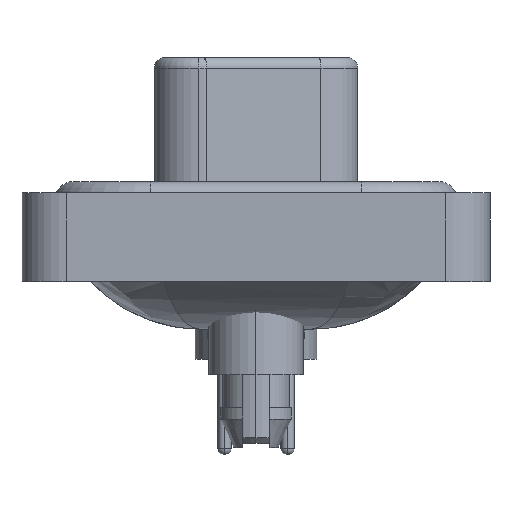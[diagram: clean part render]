
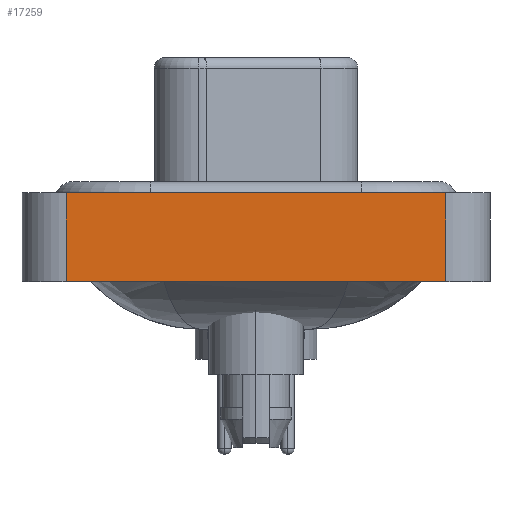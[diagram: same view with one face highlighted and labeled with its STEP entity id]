
A CAD part, left-side view. The second image highlights one B-rep face of the part: STEP entity #17259.
In plain terms, the highlighted planar face has unit normal (-1, 0, 0).
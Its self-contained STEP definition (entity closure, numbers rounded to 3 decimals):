
#426 = DIRECTION ( 'NONE',  ( 0., 0., 1. ) ) ;
#497 = CARTESIAN_POINT ( 'NONE',  ( -7.35, 8.55, -3.6 ) ) ;
#863 = LINE ( 'NONE', #20645, #27131 ) ;
#1495 = EDGE_LOOP ( 'NONE', ( #5963, #6739, #9169, #13422 ) ) ;
#2574 = DIRECTION ( 'NONE',  ( -1., 0., 0. ) ) ;
#3099 = DIRECTION ( 'NONE',  ( 0., -1., 0. ) ) ;
#3399 = CARTESIAN_POINT ( 'NONE',  ( -7.35, 8.55, 0.4 ) ) ;
#4478 = CARTESIAN_POINT ( 'NONE',  ( -7.35, 8.55, -3.6 ) ) ;
#4792 = DIRECTION ( 'NONE',  ( 0., 0., 1. ) ) ;
#5149 = LINE ( 'NONE', #27477, #20957 ) ;
#5477 = EDGE_CURVE ( 'NONE', #18762, #15457, #20270, .T. ) ;
#5599 = VECTOR ( 'NONE', #11018, 1000. ) ;
#5963 = ORIENTED_EDGE ( 'NONE', *, *, #15872, .T. ) ;
#6739 = ORIENTED_EDGE ( 'NONE', *, *, #15867, .F. ) ;
#7614 = DIRECTION ( 'NONE',  ( 0., 0., 1. ) ) ;
#7615 = CARTESIAN_POINT ( 'NONE',  ( -7.35, -8.55, -3.6 ) ) ;
#9169 = ORIENTED_EDGE ( 'NONE', *, *, #24128, .F. ) ;
#9681 = FACE_OUTER_BOUND ( 'NONE', #1495, .T. ) ;
#10011 = CARTESIAN_POINT ( 'NONE',  ( -7.35, -8.55, 0.4 ) ) ;
#11018 = DIRECTION ( 'NONE',  ( 0., -1., 0. ) ) ;
#12496 = VERTEX_POINT ( 'NONE', #10011 ) ;
#13422 = ORIENTED_EDGE ( 'NONE', *, *, #5477, .T. ) ;
#15457 = VERTEX_POINT ( 'NONE', #25430 ) ;
#15867 = EDGE_CURVE ( 'NONE', #26787, #12496, #5149, .T. ) ;
#15872 = EDGE_CURVE ( 'NONE', #15457, #12496, #863, .T. ) ;
#17259 = ADVANCED_FACE ( 'NONE', ( #9681 ), #27678, .T. ) ;
#18762 = VERTEX_POINT ( 'NONE', #4478 ) ;
#19858 = CARTESIAN_POINT ( 'NONE',  ( -7.35, -8.55, -3.6 ) ) ;
#20270 = LINE ( 'NONE', #19858, #5599 ) ;
#20569 = LINE ( 'NONE', #497, #25885 ) ;
#20645 = CARTESIAN_POINT ( 'NONE',  ( -7.35, -8.55, -3.6 ) ) ;
#20957 = VECTOR ( 'NONE', #3099, 1000. ) ;
#24128 = EDGE_CURVE ( 'NONE', #18762, #26787, #20569, .T. ) ;
#25430 = CARTESIAN_POINT ( 'NONE',  ( -7.35, -8.55, -3.6 ) ) ;
#25885 = VECTOR ( 'NONE', #7614, 1000. ) ;
#26787 = VERTEX_POINT ( 'NONE', #3399 ) ;
#27131 = VECTOR ( 'NONE', #426, 1000. ) ;
#27369 = AXIS2_PLACEMENT_3D ( 'NONE', #7615, #2574, #4792 ) ;
#27477 = CARTESIAN_POINT ( 'NONE',  ( -7.35, -8.55, 0.4 ) ) ;
#27678 = PLANE ( 'NONE',  #27369 ) ;
